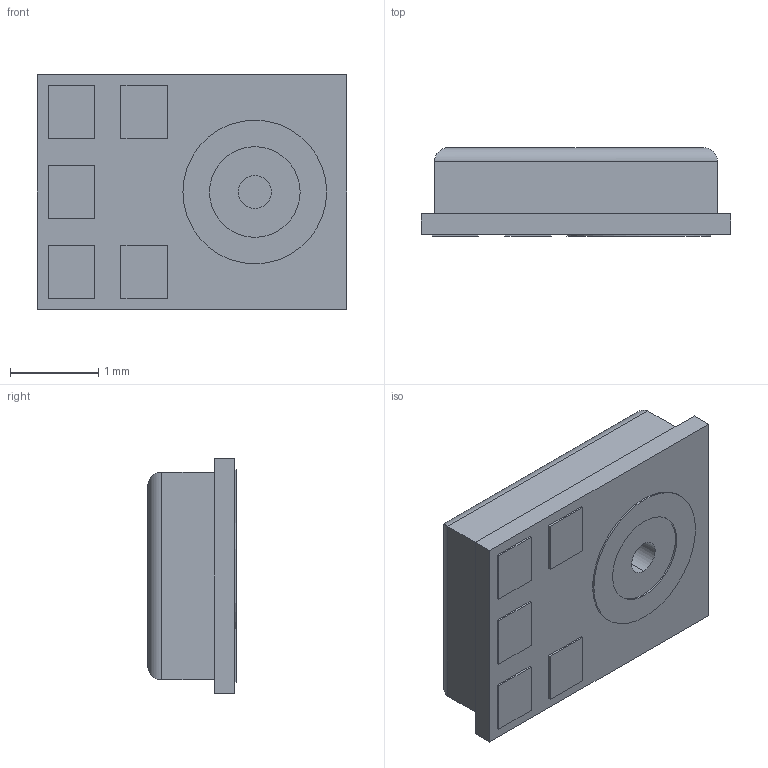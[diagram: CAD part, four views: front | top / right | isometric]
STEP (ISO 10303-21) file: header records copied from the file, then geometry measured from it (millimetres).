
FILE_DESCRIPTION (( 'STEP AP214' ), '1' );
FILE_NAME ('8C54B248-2A72-4950-975D-200E9C182C1C.STEP', '2025-12-02T02:32:49', ( '' ), ( '' ), 'SwSTEP 2.0', 'SolidWorks 2022', '' );
FILE_SCHEMA (( 'AUTOMOTIVE_DESIGN' ));
Length unit declared in the file: millimetre
Products named in the file (1): 8C54B248-2A72-4950-975D-200E9C182C1C
Bounding box: 3.5 x 1 x 2.65 mm (x, y, z)
Volume: 7.7 mm3; surface area: 30.4 mm2
Topology: 1 solids, 1 shells, 49 faces, 110 edges, 72 vertices
Faces by surface type: plane 39, cylinder 10
Entity records: 1917 total; most frequent: CARTESIAN_POINT 244, ORIENTED_EDGE 220, DIRECTION 218, EDGE_CURVE 110, LINE 94, VECTOR 94, VERTEX_POINT 72, AXIS2_PLACEMENT_3D 62
